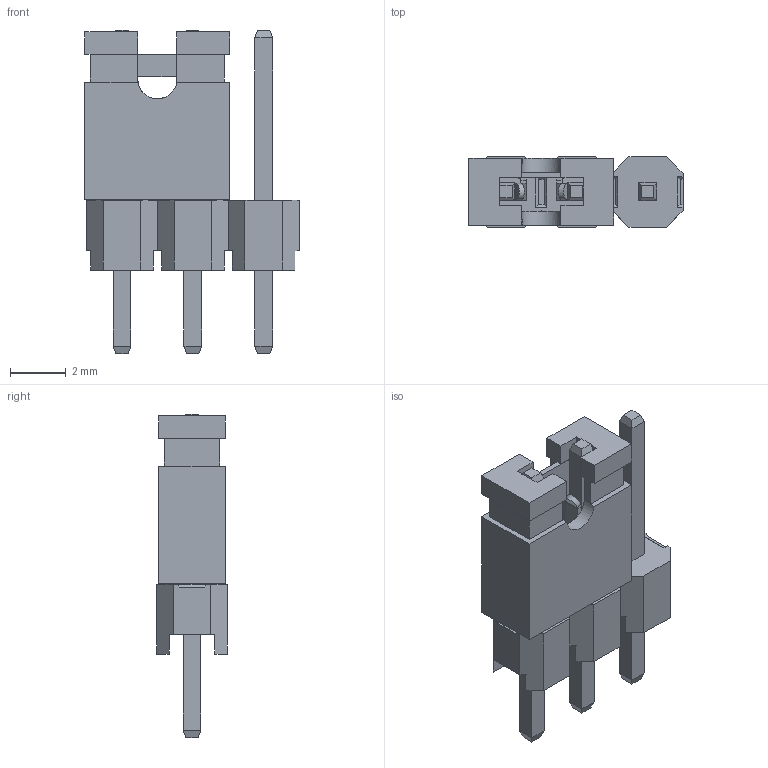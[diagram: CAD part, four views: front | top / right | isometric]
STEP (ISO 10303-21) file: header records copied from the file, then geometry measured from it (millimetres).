
FILE_DESCRIPTION(('STEP AP214'), '1');
FILE_NAME('Jumper3', '', ('UNSPECIFIED'), ('UNSPECIFIED'), 'ASCON STEP Converter 1.6', 'ASCON Math Kernel', '');
FILE_SCHEMA(('AUTOMOTIVE_DESIGN { 1 0 10303 214 3 1 1}'));
Length unit declared in the file: millimetre
Assembly tree (2 placements, depth 2):
  (unnamed)
    (unnamed)
    (unnamed)
Bounding box: 7.68 x 2.54 x 11.6 mm (x, y, z)
Volume: 88 mm3; surface area: 387.7 mm2
Topology: 3 solids, 3 shells, 279 faces, 678 edges, 412 vertices
Faces by surface type: plane 247, cylinder 32
Entity records: 10294 total; most frequent: CARTESIAN_POINT 1372, ORIENTED_EDGE 1356, DIRECTION 1310, EDGE_CURVE 678, LINE 610, VECTOR 610, VERTEX_POINT 412, AXIS2_PLACEMENT_3D 350
